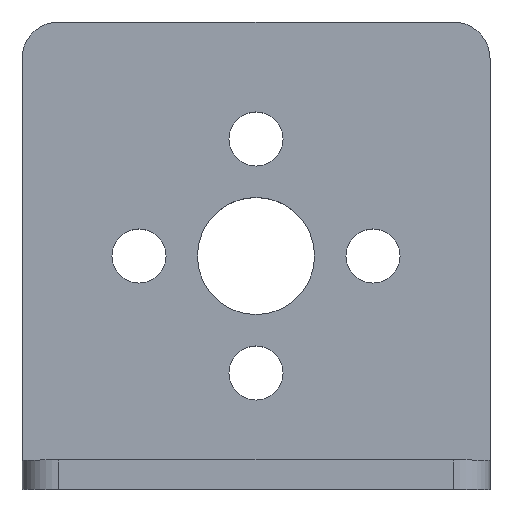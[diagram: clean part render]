
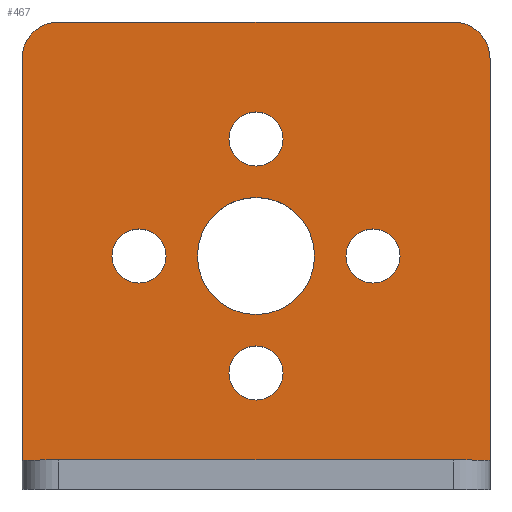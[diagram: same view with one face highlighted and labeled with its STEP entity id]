
A CAD part, top view. The second image highlights one B-rep face of the part: STEP entity #467.
In plain terms, the highlighted planar face has unit normal (0, 0, 1).
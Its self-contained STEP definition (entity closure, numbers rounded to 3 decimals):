
#25=FACE_BOUND('',#93,.T.);
#26=FACE_BOUND('',#94,.T.);
#27=FACE_BOUND('',#95,.T.);
#28=FACE_BOUND('',#96,.T.);
#29=FACE_BOUND('',#97,.T.);
#41=PLANE('',#530);
#59=FACE_OUTER_BOUND('',#92,.T.);
#92=EDGE_LOOP('',(#394,#395,#396,#397,#398,#399));
#93=EDGE_LOOP('',(#400));
#94=EDGE_LOOP('',(#401));
#95=EDGE_LOOP('',(#402));
#96=EDGE_LOOP('',(#403));
#97=EDGE_LOOP('',(#404));
#124=LINE('',#760,#157);
#134=LINE('',#786,#167);
#139=LINE('',#797,#172);
#141=LINE('',#801,#174);
#157=VECTOR('',#626,1000.);
#167=VECTOR('',#648,1000.);
#172=VECTOR('',#657,1000.);
#174=VECTOR('',#663,1000.);
#185=CIRCLE('',#504,1.85);
#187=CIRCLE('',#507,1.85);
#189=CIRCLE('',#510,1.85);
#191=CIRCLE('',#513,1.85);
#193=CIRCLE('',#516,4.);
#201=CIRCLE('',#531,2.5);
#202=CIRCLE('',#532,2.5);
#215=VERTEX_POINT('',#714);
#217=VERTEX_POINT('',#720);
#219=VERTEX_POINT('',#726);
#221=VERTEX_POINT('',#732);
#223=VERTEX_POINT('',#738);
#231=VERTEX_POINT('',#757);
#232=VERTEX_POINT('',#759);
#241=VERTEX_POINT('',#783);
#242=VERTEX_POINT('',#785);
#245=VERTEX_POINT('',#794);
#246=VERTEX_POINT('',#796);
#262=EDGE_CURVE('',#215,#215,#185,.T.);
#265=EDGE_CURVE('',#217,#217,#187,.T.);
#268=EDGE_CURVE('',#219,#219,#189,.T.);
#271=EDGE_CURVE('',#221,#221,#191,.T.);
#274=EDGE_CURVE('',#223,#223,#193,.T.);
#284=EDGE_CURVE('',#231,#232,#124,.T.);
#297=EDGE_CURVE('',#242,#241,#134,.T.);
#303=EDGE_CURVE('',#245,#246,#139,.T.);
#305=EDGE_CURVE('',#231,#246,#201,.T.);
#306=EDGE_CURVE('',#245,#242,#141,.T.);
#307=EDGE_CURVE('',#241,#232,#202,.T.);
#394=ORIENTED_EDGE('',*,*,#284,.F.);
#395=ORIENTED_EDGE('',*,*,#305,.T.);
#396=ORIENTED_EDGE('',*,*,#303,.F.);
#397=ORIENTED_EDGE('',*,*,#306,.T.);
#398=ORIENTED_EDGE('',*,*,#297,.T.);
#399=ORIENTED_EDGE('',*,*,#307,.T.);
#400=ORIENTED_EDGE('',*,*,#262,.T.);
#401=ORIENTED_EDGE('',*,*,#265,.T.);
#402=ORIENTED_EDGE('',*,*,#268,.T.);
#403=ORIENTED_EDGE('',*,*,#271,.T.);
#404=ORIENTED_EDGE('',*,*,#274,.T.);
#467=ADVANCED_FACE('',(#59,#25,#26,#27,#28,#29),#41,.F.);
#504=AXIS2_PLACEMENT_3D('',#715,#580,#581);
#507=AXIS2_PLACEMENT_3D('',#721,#587,#588);
#510=AXIS2_PLACEMENT_3D('',#727,#594,#595);
#513=AXIS2_PLACEMENT_3D('',#733,#601,#602);
#516=AXIS2_PLACEMENT_3D('',#739,#608,#609);
#530=AXIS2_PLACEMENT_3D('',#799,#659,#660);
#531=AXIS2_PLACEMENT_3D('',#800,#661,#662);
#532=AXIS2_PLACEMENT_3D('',#802,#664,#665);
#580=DIRECTION('center_axis',(0.,0.,-1.));
#581=DIRECTION('ref_axis',(0.,1.,0.));
#587=DIRECTION('center_axis',(0.,0.,-1.));
#588=DIRECTION('ref_axis',(0.,1.,0.));
#594=DIRECTION('center_axis',(0.,0.,-1.));
#595=DIRECTION('ref_axis',(0.,1.,0.));
#601=DIRECTION('center_axis',(0.,0.,-1.));
#602=DIRECTION('ref_axis',(0.,1.,0.));
#608=DIRECTION('center_axis',(0.,0.,-1.));
#609=DIRECTION('ref_axis',(0.,1.,0.));
#626=DIRECTION('',(1.,0.,0.));
#648=DIRECTION('',(0.,1.,0.));
#657=DIRECTION('',(0.,1.,0.));
#659=DIRECTION('center_axis',(0.,0.,-1.));
#660=DIRECTION('ref_axis',(0.,1.,0.));
#661=DIRECTION('center_axis',(0.,0.,1.));
#662=DIRECTION('ref_axis',(0.,1.,0.));
#663=DIRECTION('',(1.,0.,0.));
#664=DIRECTION('center_axis',(0.,0.,1.));
#665=DIRECTION('ref_axis',(0.,1.,0.));
#714=CARTESIAN_POINT('',(0.,-9.85,-14.));
#715=CARTESIAN_POINT('Origin',(0.,-8.,-14.));
#720=CARTESIAN_POINT('',(0.,6.15,-14.));
#721=CARTESIAN_POINT('Origin',(0.,8.,-14.));
#726=CARTESIAN_POINT('',(8.,-1.85,-14.));
#727=CARTESIAN_POINT('Origin',(8.,0.,-14.));
#732=CARTESIAN_POINT('',(-8.,-1.85,-14.));
#733=CARTESIAN_POINT('Origin',(-8.,0.,-14.));
#738=CARTESIAN_POINT('',(0.,-4.,-14.));
#739=CARTESIAN_POINT('Origin',(0.,0.,-14.));
#757=CARTESIAN_POINT('',(-13.5,16.,-14.));
#759=CARTESIAN_POINT('',(13.5,16.,-14.));
#760=CARTESIAN_POINT('',(-16.,16.,-14.));
#783=CARTESIAN_POINT('',(16.,13.5,-14.));
#785=CARTESIAN_POINT('',(16.,-14.,-14.));
#786=CARTESIAN_POINT('',(16.,16.,-14.));
#794=CARTESIAN_POINT('',(-16.,-14.,-14.));
#796=CARTESIAN_POINT('',(-16.,13.5,-14.));
#797=CARTESIAN_POINT('',(-16.,16.,-14.));
#799=CARTESIAN_POINT('Origin',(-16.,16.,-14.));
#800=CARTESIAN_POINT('Origin',(-13.5,13.5,-14.));
#801=CARTESIAN_POINT('',(-16.,-14.,-14.));
#802=CARTESIAN_POINT('Origin',(13.5,13.5,-14.));
